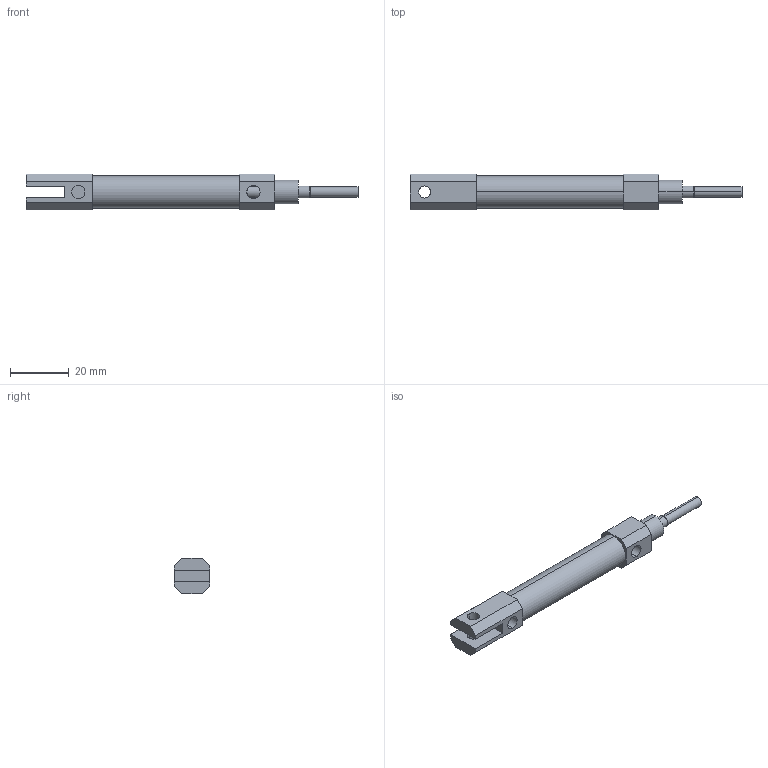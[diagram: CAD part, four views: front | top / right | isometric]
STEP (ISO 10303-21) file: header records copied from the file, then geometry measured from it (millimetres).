
FILE_DESCRIPTION (( 'STEP AP203' ), '1' );
FILE_NAME ('276-8642-000 Simplified Model.STEP', '2023-07-26T21:11:13', ( '' ), ( '' ), 'SwSTEP 2.0', 'SolidWorks 2021', '' );
FILE_SCHEMA (( 'CONFIG_CONTROL_DESIGN' ));
Length unit declared in the file: millimetre
Products named in the file (1): 276-8642-000 Simplified Model
Bounding box: 112.75 x 12 x 12 mm (x, y, z)
Volume: 8986.6 mm3; surface area: 4370.9 mm2
Topology: 1 solids, 1 shells, 48 faces, 116 edges, 76 vertices
Faces by surface type: plane 29, cylinder 17, cone 2
Entity records: 1517 total; most frequent: CARTESIAN_POINT 275, DIRECTION 246, ORIENTED_EDGE 232, EDGE_CURVE 116, AXIS2_PLACEMENT_3D 83, VECTOR 80, LINE 80, VERTEX_POINT 76
